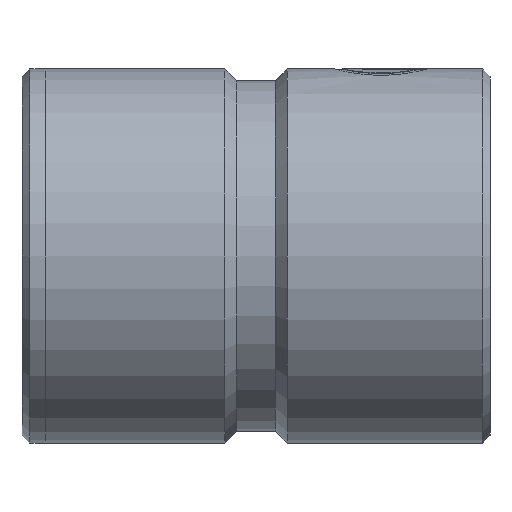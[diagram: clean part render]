
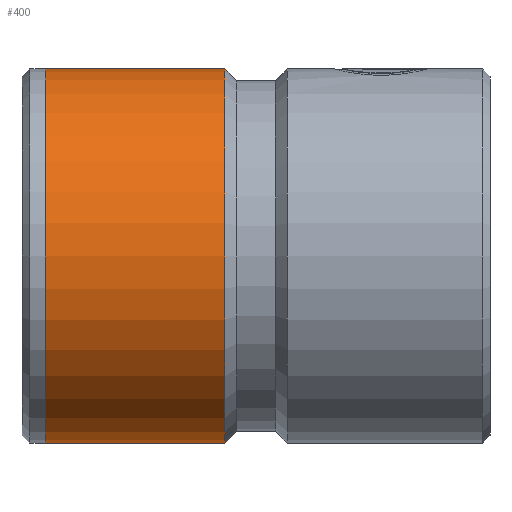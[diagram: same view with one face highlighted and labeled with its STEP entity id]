
A CAD part, left-side view. The second image highlights one B-rep face of the part: STEP entity #400.
In plain terms, the highlighted cylindrical face has radius 24 mm (diameter 48 mm), a partial arc.
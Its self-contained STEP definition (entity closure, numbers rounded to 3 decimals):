
#97 = LINE ( 'NONE', #444, #440 ) ;
#161 = CIRCLE ( 'NONE', #1133, 24. ) ;
#264 = VERTEX_POINT ( 'NONE', #1054 ) ;
#297 = VERTEX_POINT ( 'NONE', #318 ) ;
#306 = CARTESIAN_POINT ( 'NONE',  ( 0., 57., 0. ) ) ;
#318 = CARTESIAN_POINT ( 'NONE',  ( 0., 34., -24. ) ) ;
#400 = ADVANCED_FACE ( 'NONE', ( #1240 ), #861, .T. ) ;
#436 = DIRECTION ( 'NONE',  ( 0., 0., -1. ) ) ;
#440 = VECTOR ( 'NONE', #1191, 1000. ) ;
#444 = CARTESIAN_POINT ( 'NONE',  ( 0., 0., 24. ) ) ;
#474 = EDGE_CURVE ( 'NONE', #764, #264, #491, .T. ) ;
#491 = CIRCLE ( 'NONE', #991, 24. ) ;
#492 = DIRECTION ( 'NONE',  ( 0., -1., 0. ) ) ;
#537 = EDGE_CURVE ( 'NONE', #764, #1148, #97, .T. ) ;
#644 = DIRECTION ( 'NONE',  ( 0., 0., -1. ) ) ;
#655 = CARTESIAN_POINT ( 'NONE',  ( 0., 34., 0. ) ) ;
#730 = ORIENTED_EDGE ( 'NONE', *, *, #537, .F. ) ;
#764 = VERTEX_POINT ( 'NONE', #1154 ) ;
#767 = ORIENTED_EDGE ( 'NONE', *, *, #474, .T. ) ;
#770 = DIRECTION ( 'NONE',  ( 0., -1., 0. ) ) ;
#776 = LINE ( 'NONE', #898, #1435 ) ;
#777 = DIRECTION ( 'NONE',  ( 0., 0., -1. ) ) ;
#796 = EDGE_CURVE ( 'NONE', #1148, #297, #161, .T. ) ;
#861 = CYLINDRICAL_SURFACE ( 'NONE', #904, 24. ) ;
#898 = CARTESIAN_POINT ( 'NONE',  ( 0., 0., -24. ) ) ;
#904 = AXIS2_PLACEMENT_3D ( 'NONE', #1534, #770, #644 ) ;
#991 = AXIS2_PLACEMENT_3D ( 'NONE', #306, #1185, #436 ) ;
#1054 = CARTESIAN_POINT ( 'NONE',  ( 0., 57., -24. ) ) ;
#1128 = EDGE_CURVE ( 'NONE', #264, #297, #776, .T. ) ;
#1133 = AXIS2_PLACEMENT_3D ( 'NONE', #655, #1547, #777 ) ;
#1148 = VERTEX_POINT ( 'NONE', #1392 ) ;
#1154 = CARTESIAN_POINT ( 'NONE',  ( 0., 57., 24. ) ) ;
#1185 = DIRECTION ( 'NONE',  ( 0., -1., 0. ) ) ;
#1191 = DIRECTION ( 'NONE',  ( 0., -1., 0. ) ) ;
#1240 = FACE_OUTER_BOUND ( 'NONE', #1465, .T. ) ;
#1317 = ORIENTED_EDGE ( 'NONE', *, *, #796, .F. ) ;
#1392 = CARTESIAN_POINT ( 'NONE',  ( 0., 34., 24. ) ) ;
#1435 = VECTOR ( 'NONE', #492, 1000. ) ;
#1465 = EDGE_LOOP ( 'NONE', ( #730, #767, #1584, #1317 ) ) ;
#1534 = CARTESIAN_POINT ( 'NONE',  ( 0., 0., 0. ) ) ;
#1547 = DIRECTION ( 'NONE',  ( 0., -1., 0. ) ) ;
#1584 = ORIENTED_EDGE ( 'NONE', *, *, #1128, .T. ) ;
